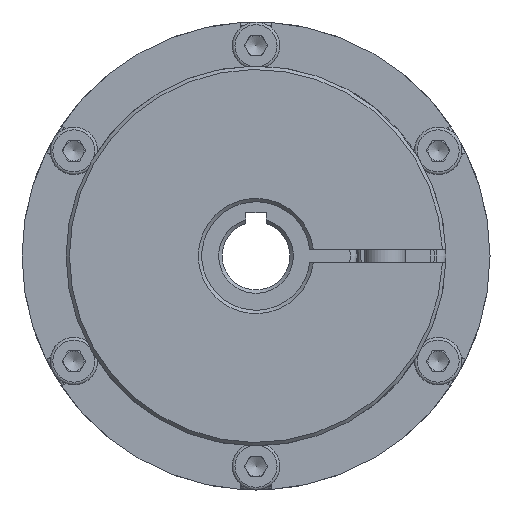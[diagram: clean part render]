
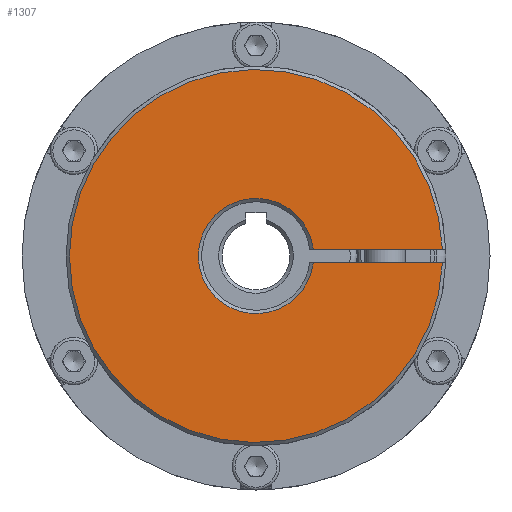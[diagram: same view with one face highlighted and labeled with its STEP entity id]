
A CAD part, left-side view. The second image highlights one B-rep face of the part: STEP entity #1307.
In plain terms, the highlighted planar face has unit normal (-1, 0, 0).
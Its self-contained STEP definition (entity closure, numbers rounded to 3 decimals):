
#1307 = ADVANCED_FACE( '', ( #2840 ), #2841, .T. );
#2840 = FACE_OUTER_BOUND( '', #4386, .T. );
#2841 = PLANE( '', #4387 );
#4386 = EDGE_LOOP( '', ( #7813, #7814, #7815, #7816 ) );
#4387 = AXIS2_PLACEMENT_3D( '', #7817, #7818, #7819 );
#7813 = ORIENTED_EDGE( '', *, *, #9034, .T. );
#7814 = ORIENTED_EDGE( '', *, *, #8471, .T. );
#7815 = ORIENTED_EDGE( '', *, *, #8176, .T. );
#7816 = ORIENTED_EDGE( '', *, *, #8332, .T. );
#7817 = CARTESIAN_POINT( '', ( -53.5, 4., 0. ) );
#7818 = DIRECTION( '', ( -1., 0., 0. ) );
#7819 = DIRECTION( '', ( 0., 1., 0. ) );
#8176 = EDGE_CURVE( '', #9684, #9685, #9686, .T. );
#8332 = EDGE_CURVE( '', #9685, #9944, #9946, .T. );
#8471 = EDGE_CURVE( '', #10163, #9684, #10166, .T. );
#9034 = EDGE_CURVE( '', #9944, #10163, #10925, .T. );
#9684 = VERTEX_POINT( '', #12345 );
#9685 = VERTEX_POINT( '', #12346 );
#9686 = LINE( '', #12347, #12348 );
#9944 = VERTEX_POINT( '', #12956 );
#9946 = CIRCLE( '', #12959, 27.5 );
#10163 = VERTEX_POINT( '', #13465 );
#10166 = CIRCLE( '', #13468, 8.5 );
#10925 = LINE( '', #14825, #14826 );
#12345 = CARTESIAN_POINT( '', ( -53.5, -8.441, 1. ) );
#12346 = CARTESIAN_POINT( '', ( -53.5, -27.482, 1. ) );
#12347 = CARTESIAN_POINT( '', ( -53.5, -2., 1. ) );
#12348 = VECTOR( '', #15424, 1000. );
#12956 = CARTESIAN_POINT( '', ( -53.5, -27.482, -1. ) );
#12959 = AXIS2_PLACEMENT_3D( '', #15606, #15607, #15608 );
#13465 = CARTESIAN_POINT( '', ( -53.5, -8.441, -1. ) );
#13468 = AXIS2_PLACEMENT_3D( '', #15777, #15778, #15779 );
#14825 = CARTESIAN_POINT( '', ( -53.5, -29., -1. ) );
#14826 = VECTOR( '', #16488, 1000. );
#15424 = DIRECTION( '', ( 0., -1., 0. ) );
#15606 = CARTESIAN_POINT( '', ( -53.5, 0., 0. ) );
#15607 = DIRECTION( '', ( -1., 0., 0. ) );
#15608 = DIRECTION( '', ( 0., 1., 0. ) );
#15777 = CARTESIAN_POINT( '', ( -53.5, 0., 0. ) );
#15778 = DIRECTION( '', ( 1., 0., 0. ) );
#15779 = DIRECTION( '', ( 0., 0., 1. ) );
#16488 = DIRECTION( '', ( 0., 1., 0. ) );
